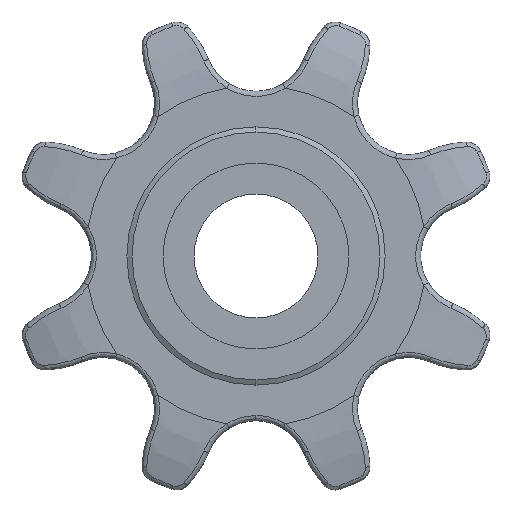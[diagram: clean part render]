
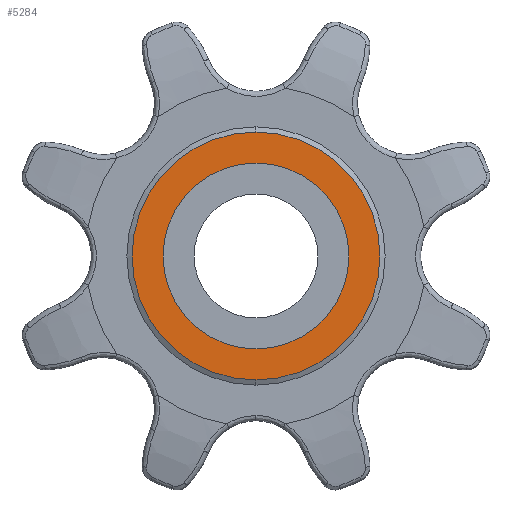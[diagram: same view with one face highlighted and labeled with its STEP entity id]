
A CAD part, front view. The second image highlights one B-rep face of the part: STEP entity #5284.
In plain terms, the highlighted planar face has unit normal (0, -1, 0).
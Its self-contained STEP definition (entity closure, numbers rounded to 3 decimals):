
#91 = ORIENTED_EDGE ( 'NONE', *, *, #6689, .T. ) ;
#255 = EDGE_CURVE ( 'NONE', #848, #1150, #2281, .T. ) ;
#296 = AXIS2_PLACEMENT_3D ( 'NONE', #8880, #3349, #3213 ) ;
#618 = EDGE_CURVE ( 'NONE', #1150, #848, #3819, .T. ) ;
#848 = VERTEX_POINT ( 'NONE', #6665 ) ;
#1150 = VERTEX_POINT ( 'NONE', #5371 ) ;
#1559 = DIRECTION ( 'NONE',  ( 0., -1., 0. ) ) ;
#1932 = VERTEX_POINT ( 'NONE', #6439 ) ;
#2276 = DIRECTION ( 'NONE',  ( 0., 0., 1. ) ) ;
#2281 = CIRCLE ( 'NONE', #7876, 6. ) ;
#2596 = DIRECTION ( 'NONE',  ( 0., 1., 0. ) ) ;
#2686 = VERTEX_POINT ( 'NONE', #5315 ) ;
#2862 = DIRECTION ( 'NONE',  ( 0., 1., 0. ) ) ;
#2909 = DIRECTION ( 'NONE',  ( 0., 0., 1. ) ) ;
#2911 = CIRCLE ( 'NONE', #4902, 4.5 ) ;
#2923 = EDGE_CURVE ( 'NONE', #2686, #1932, #2911, .T. ) ;
#3213 = DIRECTION ( 'NONE',  ( 0., 0., 1. ) ) ;
#3298 = AXIS2_PLACEMENT_3D ( 'NONE', #7747, #1559, #2909 ) ;
#3349 = DIRECTION ( 'NONE',  ( 0., 1., 0. ) ) ;
#3427 = FACE_BOUND ( 'NONE', #7962, .T. ) ;
#3480 = ORIENTED_EDGE ( 'NONE', *, *, #2923, .T. ) ;
#3819 = CIRCLE ( 'NONE', #8815, 6. ) ;
#4067 = DIRECTION ( 'NONE',  ( 0., 0., 1. ) ) ;
#4636 = ORIENTED_EDGE ( 'NONE', *, *, #618, .F. ) ;
#4902 = AXIS2_PLACEMENT_3D ( 'NONE', #8829, #2596, #4067 ) ;
#4991 = DIRECTION ( 'NONE',  ( 0., 1., 0. ) ) ;
#5018 = FACE_OUTER_BOUND ( 'NONE', #7987, .T. ) ;
#5284 = ADVANCED_FACE ( 'NONE', ( #5018, #3427 ), #7033, .T. ) ;
#5315 = CARTESIAN_POINT ( 'NONE',  ( 0., -4.1, 4.5 ) ) ;
#5371 = CARTESIAN_POINT ( 'NONE',  ( 0., -4.1, -6. ) ) ;
#5693 = CARTESIAN_POINT ( 'NONE',  ( 0., -4.1, 0. ) ) ;
#6301 = CARTESIAN_POINT ( 'NONE',  ( 0., -4.1, 0. ) ) ;
#6359 = DIRECTION ( 'NONE',  ( 0., 0., 1. ) ) ;
#6439 = CARTESIAN_POINT ( 'NONE',  ( 0., -4.1, -4.5 ) ) ;
#6665 = CARTESIAN_POINT ( 'NONE',  ( 0., -4.1, 6. ) ) ;
#6689 = EDGE_CURVE ( 'NONE', #1932, #2686, #8501, .T. ) ;
#7033 = PLANE ( 'NONE',  #3298 ) ;
#7747 = CARTESIAN_POINT ( 'NONE',  ( 0., -4.1, 0. ) ) ;
#7876 = AXIS2_PLACEMENT_3D ( 'NONE', #6301, #2862, #6359 ) ;
#7962 = EDGE_LOOP ( 'NONE', ( #91, #3480 ) ) ;
#7987 = EDGE_LOOP ( 'NONE', ( #8875, #4636 ) ) ;
#8501 = CIRCLE ( 'NONE', #296, 4.5 ) ;
#8815 = AXIS2_PLACEMENT_3D ( 'NONE', #5693, #4991, #2276 ) ;
#8829 = CARTESIAN_POINT ( 'NONE',  ( 0., -4.1, 0. ) ) ;
#8875 = ORIENTED_EDGE ( 'NONE', *, *, #255, .F. ) ;
#8880 = CARTESIAN_POINT ( 'NONE',  ( 0., -4.1, 0. ) ) ;
